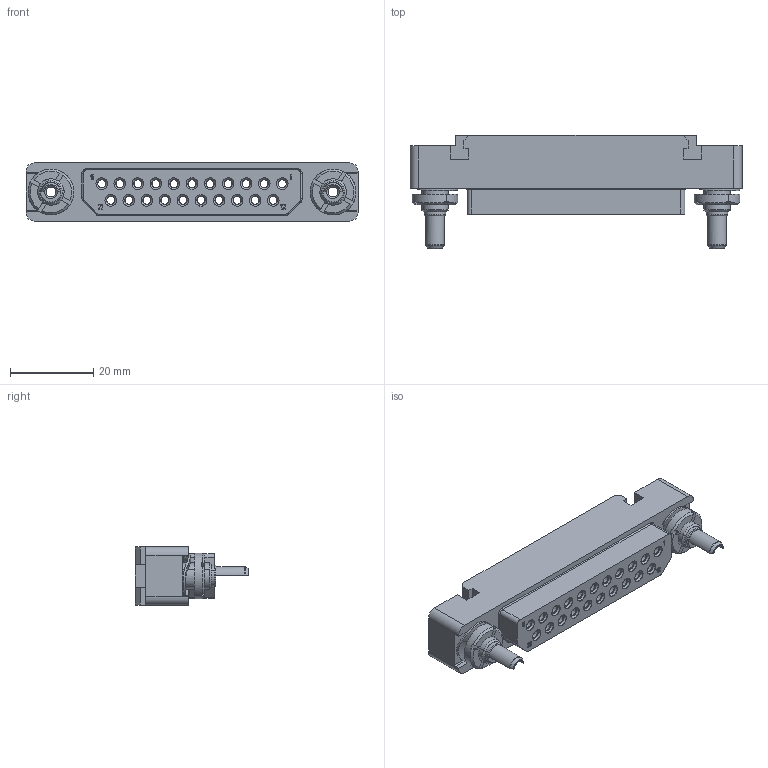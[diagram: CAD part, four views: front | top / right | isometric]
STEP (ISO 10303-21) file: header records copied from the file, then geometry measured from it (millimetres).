
FILE_DESCRIPTION((''),'2;1');
FILE_NAME('1900ND04S2B00A','2020-08-05T',('presta_be4'),(''),'CREO PARAMETRIC BY PTC INC, 2018360','CREO PARAMETRIC BY PTC INC, 2018360','');
FILE_SCHEMA(('CONFIG_CONTROL_DESIGN'));
Products named in the file (1): 1900ND04S2B00A
Bounding box: 80 x 27.27 x 14 mm (x, y, z)
Volume: 13231.3 mm3; surface area: 14296.9 mm2
Topology: 8 solids, 8 shells, 1975 faces, 5183 edges, 3350 vertices
Faces by surface type: plane 907, cylinder 632, cone 296, bspline 84, torus 30, extrusion 26
Entity records: 76900 total; most frequent: CARTESIAN_POINT 27956, ORIENTED_EDGE 10358, DIRECTION 10056, EDGE_CURVE 5179, AXIS2_PLACEMENT_3D 3676, VERTEX_POINT 3350, VECTOR 2704, LINE 2678
